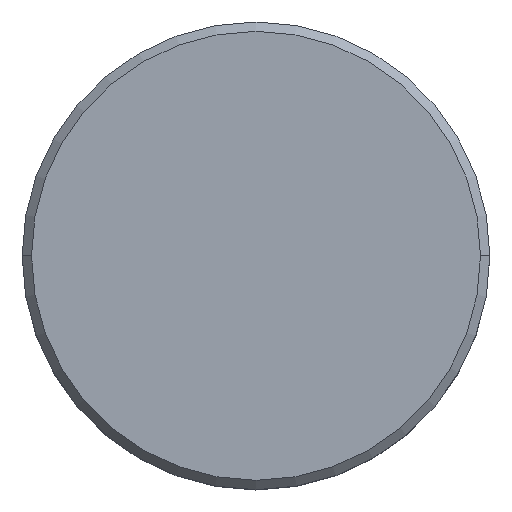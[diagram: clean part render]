
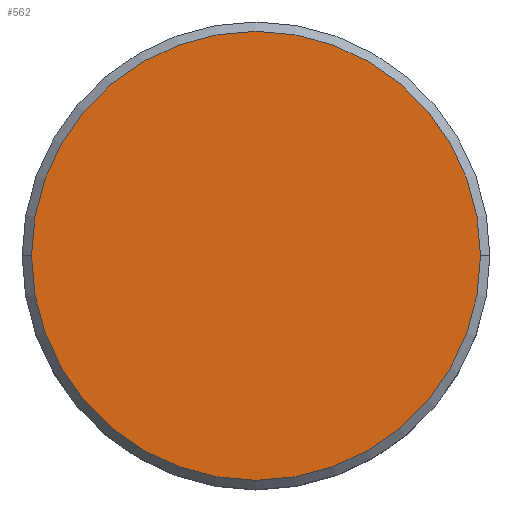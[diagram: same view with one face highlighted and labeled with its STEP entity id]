
A CAD part, top view. The second image highlights one B-rep face of the part: STEP entity #562.
In plain terms, the highlighted planar face has unit normal (0, 0, 1).
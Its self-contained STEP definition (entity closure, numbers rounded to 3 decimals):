
#41 = CIRCLE ( 'NONE', #237, 12. ) ;
#47 = ORIENTED_EDGE ( 'NONE', *, *, #256, .T. ) ;
#55 = VERTEX_POINT ( 'NONE', #117 ) ;
#81 = DIRECTION ( 'NONE',  ( 0., 0., 1. ) ) ;
#84 = DIRECTION ( 'NONE',  ( 0., 0., 1. ) ) ;
#86 = EDGE_CURVE ( 'NONE', #277, #55, #98, .T. ) ;
#98 = CIRCLE ( 'NONE', #558, 12. ) ;
#117 = CARTESIAN_POINT ( 'NONE',  ( -12., 0., 0. ) ) ;
#123 = DIRECTION ( 'NONE',  ( 1., 0., 0. ) ) ;
#124 = PLANE ( 'NONE',  #429 ) ;
#176 = FACE_OUTER_BOUND ( 'NONE', #422, .T. ) ;
#182 = DIRECTION ( 'NONE',  ( 1., 0., 0. ) ) ;
#237 = AXIS2_PLACEMENT_3D ( 'NONE', #593, #545, #123 ) ;
#256 = EDGE_CURVE ( 'NONE', #55, #277, #41, .T. ) ;
#269 = ORIENTED_EDGE ( 'NONE', *, *, #86, .T. ) ;
#277 = VERTEX_POINT ( 'NONE', #529 ) ;
#420 = DIRECTION ( 'NONE',  ( 1., 0., 0. ) ) ;
#422 = EDGE_LOOP ( 'NONE', ( #47, #269 ) ) ;
#429 = AXIS2_PLACEMENT_3D ( 'NONE', #511, #81, #182 ) ;
#511 = CARTESIAN_POINT ( 'NONE',  ( 0., 0., 0. ) ) ;
#529 = CARTESIAN_POINT ( 'NONE',  ( 12., 0., 0. ) ) ;
#542 = CARTESIAN_POINT ( 'NONE',  ( 0., 0., 0. ) ) ;
#545 = DIRECTION ( 'NONE',  ( 0., 0., 1. ) ) ;
#558 = AXIS2_PLACEMENT_3D ( 'NONE', #542, #84, #420 ) ;
#562 = ADVANCED_FACE ( 'NONE', ( #176 ), #124, .T. ) ;
#593 = CARTESIAN_POINT ( 'NONE',  ( 0., 0., 0. ) ) ;
